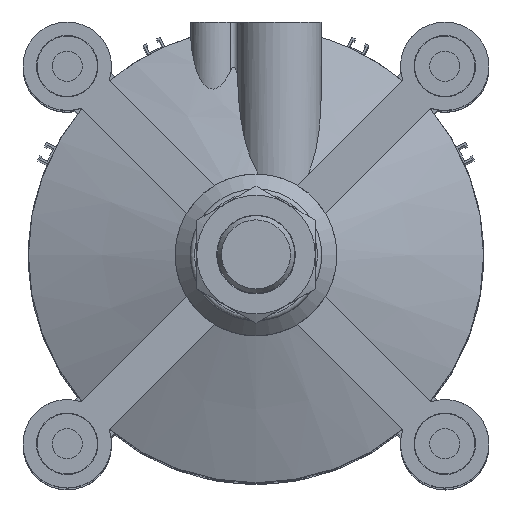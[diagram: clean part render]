
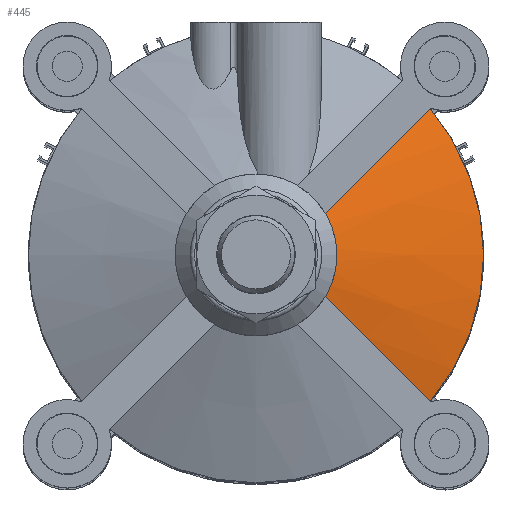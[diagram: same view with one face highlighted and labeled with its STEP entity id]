
A CAD part, top view. The second image highlights one B-rep face of the part: STEP entity #445.
In plain terms, the highlighted conical face has half-angle 70 degrees and reference radius 71.5 mm.
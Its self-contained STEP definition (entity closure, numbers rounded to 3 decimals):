
#445 = ADVANCED_FACE( '', ( #1088 ), #1089, .T. );
#1088 = FACE_OUTER_BOUND( '', #2052, .T. );
#1089 = CONICAL_SURFACE( '', #2053, 71.5, 1.222 );
#2052 = EDGE_LOOP( '', ( #3079, #3080, #3081, #3082 ) );
#2053 = AXIS2_PLACEMENT_3D( '', #3083, #3084, #3085 );
#3079 = ORIENTED_EDGE( '', *, *, #5422, .T. );
#3080 = ORIENTED_EDGE( '', *, *, #5423, .F. );
#3081 = ORIENTED_EDGE( '', *, *, #5424, .T. );
#3082 = ORIENTED_EDGE( '', *, *, #5425, .T. );
#3083 = CARTESIAN_POINT( '', ( 0., 28.375, 0. ) );
#3084 = DIRECTION( '', ( 0., -1., 0. ) );
#3085 = DIRECTION( '', ( -1., 0., 0. ) );
#5422 = EDGE_CURVE( '', #6394, #6395, #6396, .T. );
#5423 = EDGE_CURVE( '', #6397, #6395, #6398, .T. );
#5424 = EDGE_CURVE( '', #6397, #6399, #6400, .T. );
#5425 = EDGE_CURVE( '', #6399, #6394, #6401, .T. );
#6394 = VERTEX_POINT( '', #7827 );
#6395 = VERTEX_POINT( '', #7828 );
#6396 = ( BOUNDED_CURVE(  )B_SPLINE_CURVE( 2, ( #7831, #7832, #7833 ), .UNSPECIFIED., .F., .F. )B_SPLINE_CURVE_WITH_KNOTS( ( 3, 3 ), ( 0., 7.303 ), .UNSPECIFIED. )CURVE(  )GEOMETRIC_REPRESENTATION_ITEM(  )RATIONAL_B_SPLINE_CURVE( ( 1., 1.14, 1. ) )REPRESENTATION_ITEM( '' ) );
#6397 = VERTEX_POINT( '', #7839 );
#6398 = CIRCLE( '', #7840, 37.5 );
#6399 = VERTEX_POINT( '', #7841 );
#6400 = ( BOUNDED_CURVE(  )B_SPLINE_CURVE( 2, ( #7844, #7845, #7846 ), .UNSPECIFIED., .F., .F. )B_SPLINE_CURVE_WITH_KNOTS( ( 3, 3 ), ( 0., 7.303 ), .UNSPECIFIED. )CURVE(  )GEOMETRIC_REPRESENTATION_ITEM(  )RATIONAL_B_SPLINE_CURVE( ( 1., 1.14, 1. ) )REPRESENTATION_ITEM( '' ) );
#6401 = CIRCLE( '', #7852, 105.5 );
#7827 = CARTESIAN_POINT( '', ( 67.964, 16., 80.692 ) );
#7828 = CARTESIAN_POINT( '', ( 19.378, 40.75, 32.105 ) );
#7831 = CARTESIAN_POINT( '', ( 67.964, 16., 80.692 ) );
#7832 = CARTESIAN_POINT( '', ( 32.119, 34.383, 44.847 ) );
#7833 = CARTESIAN_POINT( '', ( 19.378, 40.75, 32.105 ) );
#7839 = CARTESIAN_POINT( '', ( -19.378, 40.75, 32.105 ) );
#7840 = AXIS2_PLACEMENT_3D( '', #10067, #10068, #10069 );
#7841 = CARTESIAN_POINT( '', ( -67.964, 16., 80.692 ) );
#7844 = CARTESIAN_POINT( '', ( -19.378, 40.75, 32.105 ) );
#7845 = CARTESIAN_POINT( '', ( -32.119, 34.383, 44.847 ) );
#7846 = CARTESIAN_POINT( '', ( -67.964, 16., 80.692 ) );
#7852 = AXIS2_PLACEMENT_3D( '', #10070, #10071, #10072 );
#10067 = CARTESIAN_POINT( '', ( 0., 40.75, 0. ) );
#10068 = DIRECTION( '', ( 0., 1., 0. ) );
#10069 = DIRECTION( '', ( -1., 0., 0. ) );
#10070 = CARTESIAN_POINT( '', ( 0., 16., 0. ) );
#10071 = DIRECTION( '', ( 0., 1., 0. ) );
#10072 = DIRECTION( '', ( -1., 0., 0. ) );
